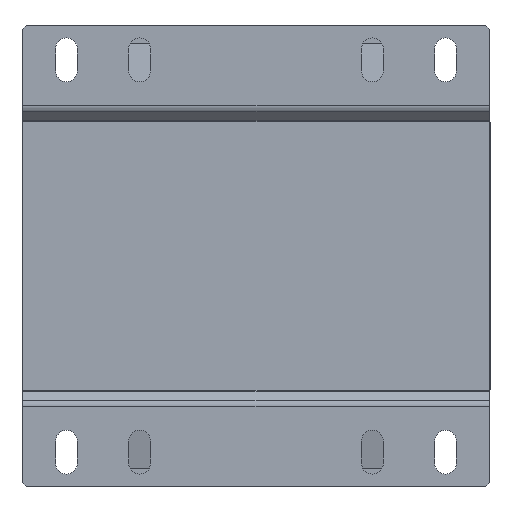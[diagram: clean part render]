
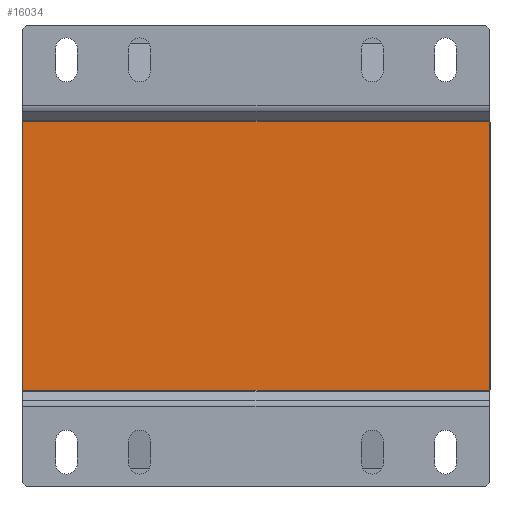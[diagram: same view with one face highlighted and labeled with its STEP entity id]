
A CAD part, front view. The second image highlights one B-rep face of the part: STEP entity #16034.
In plain terms, the highlighted planar face has unit normal (0, -1, 0).
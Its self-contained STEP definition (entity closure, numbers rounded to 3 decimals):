
#581 = ORIENTED_EDGE ( 'NONE', *, *, #15454, .F. ) ;
#1240 = CARTESIAN_POINT ( 'NONE',  ( -91.75, -82.5, 55. ) ) ;
#1984 = VERTEX_POINT ( 'NONE', #13372 ) ;
#2102 = ORIENTED_EDGE ( 'NONE', *, *, #13276, .T. ) ;
#2179 = DIRECTION ( 'NONE',  ( 1., 0., 0. ) ) ;
#2352 = CARTESIAN_POINT ( 'NONE',  ( 95.75, -82.5, 55. ) ) ;
#2650 = CARTESIAN_POINT ( 'NONE',  ( -95.75, -82.5, -55. ) ) ;
#2705 = VERTEX_POINT ( 'NONE', #2352 ) ;
#2728 = AXIS2_PLACEMENT_3D ( 'NONE', #8714, #17288, #8899 ) ;
#2771 = ORIENTED_EDGE ( 'NONE', *, *, #7920, .F. ) ;
#2930 = FACE_OUTER_BOUND ( 'NONE', #16428, .T. ) ;
#3251 = VECTOR ( 'NONE', #2179, 1000. ) ;
#3914 = VECTOR ( 'NONE', #12458, 1000. ) ;
#4743 = VECTOR ( 'NONE', #13239, 1000. ) ;
#5374 = VECTOR ( 'NONE', #11668, 1000. ) ;
#6463 = LINE ( 'NONE', #7277, #5374 ) ;
#7277 = CARTESIAN_POINT ( 'NONE',  ( -95.75, -82.5, 96. ) ) ;
#7880 = LINE ( 'NONE', #1240, #3914 ) ;
#7920 = EDGE_CURVE ( 'NONE', #2705, #18185, #14168, .T. ) ;
#8714 = CARTESIAN_POINT ( 'NONE',  ( 0., -82.5, 0. ) ) ;
#8899 = DIRECTION ( 'NONE',  ( 0., 0., 1. ) ) ;
#8930 = CARTESIAN_POINT ( 'NONE',  ( 95.75, -82.5, 96. ) ) ;
#10197 = PLANE ( 'NONE',  #2728 ) ;
#10494 = VERTEX_POINT ( 'NONE', #2650 ) ;
#11668 = DIRECTION ( 'NONE',  ( 0., 0., 1. ) ) ;
#12140 = CARTESIAN_POINT ( 'NONE',  ( -91.75, -82.5, -55. ) ) ;
#12458 = DIRECTION ( 'NONE',  ( -1., 0., 0. ) ) ;
#13239 = DIRECTION ( 'NONE',  ( 0., 0., -1. ) ) ;
#13276 = EDGE_CURVE ( 'NONE', #10494, #18185, #17507, .T. ) ;
#13372 = CARTESIAN_POINT ( 'NONE',  ( -95.75, -82.5, 55. ) ) ;
#13706 = CARTESIAN_POINT ( 'NONE',  ( 95.75, -82.5, -55. ) ) ;
#14168 = LINE ( 'NONE', #8930, #4743 ) ;
#15454 = EDGE_CURVE ( 'NONE', #10494, #1984, #6463, .T. ) ;
#15614 = ORIENTED_EDGE ( 'NONE', *, *, #17027, .T. ) ;
#16034 = ADVANCED_FACE ( 'NONE', ( #2930 ), #10197, .F. ) ;
#16428 = EDGE_LOOP ( 'NONE', ( #2771, #15614, #581, #2102 ) ) ;
#17027 = EDGE_CURVE ( 'NONE', #2705, #1984, #7880, .T. ) ;
#17288 = DIRECTION ( 'NONE',  ( 0., 1., 0. ) ) ;
#17507 = LINE ( 'NONE', #12140, #3251 ) ;
#18185 = VERTEX_POINT ( 'NONE', #13706 ) ;
